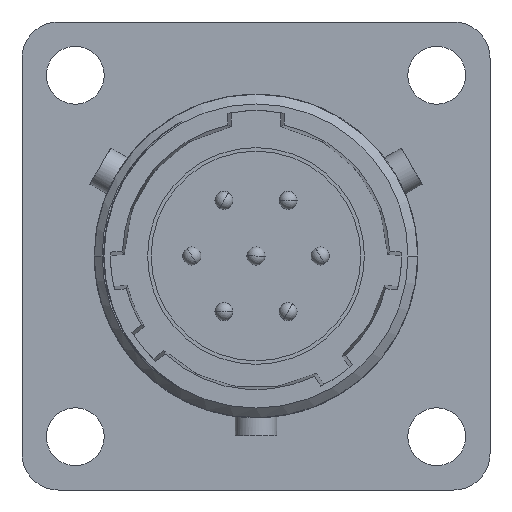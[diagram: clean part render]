
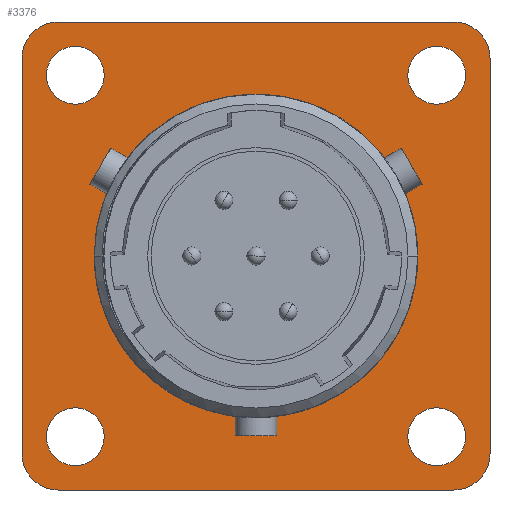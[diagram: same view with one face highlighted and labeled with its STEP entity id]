
A CAD part, front view. The second image highlights one B-rep face of the part: STEP entity #3376.
In plain terms, the highlighted planar face has unit normal (0, -1, 0).
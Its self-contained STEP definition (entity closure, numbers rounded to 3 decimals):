
#173=CARTESIAN_POINT('',(-10.95,-2.6,-10.95));
#174=DIRECTION('',(0.,1.,0.));
#175=DIRECTION('',(0.,0.,-1.));
#176=AXIS2_PLACEMENT_3D('',#173,#174,#175);
#178=DIRECTION('',(0.,0.,1.));
#179=VECTOR('',#178,21.9);
#180=CARTESIAN_POINT('',(-12.95,-2.6,-10.95));
#181=LINE('',#180,#179);
#182=CARTESIAN_POINT('',(-10.95,-2.6,10.95));
#183=DIRECTION('',(0.,1.,0.));
#184=DIRECTION('',(-1.,0.,0.));
#185=AXIS2_PLACEMENT_3D('',#182,#183,#184);
#187=DIRECTION('',(1.,0.,0.));
#188=VECTOR('',#187,21.9);
#189=CARTESIAN_POINT('',(-10.95,-2.6,12.95));
#190=LINE('',#189,#188);
#191=CARTESIAN_POINT('',(10.95,-2.6,10.95));
#192=DIRECTION('',(0.,1.,0.));
#193=DIRECTION('',(0.,0.,1.));
#194=AXIS2_PLACEMENT_3D('',#191,#192,#193);
#196=DIRECTION('',(0.,0.,-1.));
#197=VECTOR('',#196,21.9);
#198=CARTESIAN_POINT('',(12.95,-2.6,10.95));
#199=LINE('',#198,#197);
#200=CARTESIAN_POINT('',(10.95,-2.6,-10.95));
#201=DIRECTION('',(0.,1.,0.));
#202=DIRECTION('',(1.,0.,0.));
#203=AXIS2_PLACEMENT_3D('',#200,#201,#202);
#205=DIRECTION('',(-1.,0.,0.));
#206=VECTOR('',#205,21.9);
#207=CARTESIAN_POINT('',(10.95,-2.6,-12.95));
#208=LINE('',#207,#206);
#209=CARTESIAN_POINT('',(0.,-2.6,0.));
#210=DIRECTION('',(0.,-1.,0.));
#211=DIRECTION('',(0.,0.,1.));
#212=AXIS2_PLACEMENT_3D('',#209,#210,#211);
#214=CARTESIAN_POINT('',(0.,-2.6,0.));
#215=DIRECTION('',(0.,-1.,0.));
#216=DIRECTION('',(0.,0.,-1.));
#217=AXIS2_PLACEMENT_3D('',#214,#215,#216);
#219=CARTESIAN_POINT('',(10.,-2.6,10.));
#220=DIRECTION('',(0.,-1.,0.));
#221=DIRECTION('',(1.,0.,0.));
#222=AXIS2_PLACEMENT_3D('',#219,#220,#221);
#224=CARTESIAN_POINT('',(10.,-2.6,10.));
#225=DIRECTION('',(0.,-1.,0.));
#226=DIRECTION('',(-1.,0.,0.));
#227=AXIS2_PLACEMENT_3D('',#224,#225,#226);
#229=CARTESIAN_POINT('',(-10.,-2.6,10.));
#230=DIRECTION('',(0.,-1.,0.));
#231=DIRECTION('',(1.,0.,0.));
#232=AXIS2_PLACEMENT_3D('',#229,#230,#231);
#234=CARTESIAN_POINT('',(-10.,-2.6,10.));
#235=DIRECTION('',(0.,-1.,0.));
#236=DIRECTION('',(-1.,0.,0.));
#237=AXIS2_PLACEMENT_3D('',#234,#235,#236);
#239=CARTESIAN_POINT('',(10.,-2.6,-10.));
#240=DIRECTION('',(0.,-1.,0.));
#241=DIRECTION('',(1.,0.,0.));
#242=AXIS2_PLACEMENT_3D('',#239,#240,#241);
#244=CARTESIAN_POINT('',(10.,-2.6,-10.));
#245=DIRECTION('',(0.,-1.,0.));
#246=DIRECTION('',(-1.,0.,0.));
#247=AXIS2_PLACEMENT_3D('',#244,#245,#246);
#249=CARTESIAN_POINT('',(-10.,-2.6,-10.));
#250=DIRECTION('',(0.,-1.,0.));
#251=DIRECTION('',(1.,0.,0.));
#252=AXIS2_PLACEMENT_3D('',#249,#250,#251);
#254=CARTESIAN_POINT('',(-10.,-2.6,-10.));
#255=DIRECTION('',(0.,-1.,0.));
#256=DIRECTION('',(-1.,0.,0.));
#257=AXIS2_PLACEMENT_3D('',#254,#255,#256);
#2690=CARTESIAN_POINT('',(-12.95,-2.6,-10.95));
#2691=VERTEX_POINT('',#2690);
#2692=CARTESIAN_POINT('',(-10.95,-2.6,-12.95));
#2693=VERTEX_POINT('',#2692);
#2694=CARTESIAN_POINT('',(-12.95,-2.6,10.95));
#2695=VERTEX_POINT('',#2694);
#2696=CARTESIAN_POINT('',(-10.95,-2.6,12.95));
#2697=VERTEX_POINT('',#2696);
#2698=CARTESIAN_POINT('',(10.95,-2.6,12.95));
#2699=VERTEX_POINT('',#2698);
#2700=CARTESIAN_POINT('',(12.95,-2.6,10.95));
#2701=VERTEX_POINT('',#2700);
#2702=CARTESIAN_POINT('',(12.95,-2.6,-10.95));
#2703=VERTEX_POINT('',#2702);
#2704=CARTESIAN_POINT('',(10.95,-2.6,-12.95));
#2705=VERTEX_POINT('',#2704);
#2706=CARTESIAN_POINT('',(0.,-2.6,8.95));
#2707=CARTESIAN_POINT('',(0.,-2.6,-8.95));
#2708=VERTEX_POINT('',#2706);
#2709=VERTEX_POINT('',#2707);
#2710=CARTESIAN_POINT('',(11.6,-2.6,10.));
#2711=CARTESIAN_POINT('',(8.4,-2.6,10.));
#2712=VERTEX_POINT('',#2710);
#2713=VERTEX_POINT('',#2711);
#2714=CARTESIAN_POINT('',(-8.4,-2.6,10.));
#2715=CARTESIAN_POINT('',(-11.6,-2.6,10.));
#2716=VERTEX_POINT('',#2714);
#2717=VERTEX_POINT('',#2715);
#2718=CARTESIAN_POINT('',(11.6,-2.6,-10.));
#2719=CARTESIAN_POINT('',(8.4,-2.6,-10.));
#2720=VERTEX_POINT('',#2718);
#2721=VERTEX_POINT('',#2719);
#2722=CARTESIAN_POINT('',(-8.4,-2.6,-10.));
#2723=CARTESIAN_POINT('',(-11.6,-2.6,-10.));
#2724=VERTEX_POINT('',#2722);
#2725=VERTEX_POINT('',#2723);
#3331=CARTESIAN_POINT('',(0.,-2.6,0.));
#3332=DIRECTION('',(0.,-1.,0.));
#3333=DIRECTION('',(0.,0.,1.));
#3334=AXIS2_PLACEMENT_3D('',#3331,#3332,#3333);
#3335=PLANE('',#3334);
#3336=ORIENTED_EDGE('',*,*,#3227,.T.);
#3337=ORIENTED_EDGE('',*,*,#3243,.T.);
#3338=ORIENTED_EDGE('',*,*,#3256,.T.);
#3339=ORIENTED_EDGE('',*,*,#3271,.T.);
#3340=ORIENTED_EDGE('',*,*,#3284,.T.);
#3341=ORIENTED_EDGE('',*,*,#3297,.T.);
#3342=ORIENTED_EDGE('',*,*,#3312,.T.);
#3343=ORIENTED_EDGE('',*,*,#3324,.T.);
#3344=EDGE_LOOP('',(#3336,#3337,#3338,#3339,#3340,#3341,#3342,#3343));
#3345=FACE_OUTER_BOUND('',#3344,.F.);
#3347=ORIENTED_EDGE('',*,*,#3346,.T.);
#3349=ORIENTED_EDGE('',*,*,#3348,.T.);
#3350=EDGE_LOOP('',(#3347,#3349));
#3351=FACE_BOUND('',#3350,.F.);
#3353=ORIENTED_EDGE('',*,*,#3352,.T.);
#3355=ORIENTED_EDGE('',*,*,#3354,.T.);
#3356=EDGE_LOOP('',(#3353,#3355));
#3357=FACE_BOUND('',#3356,.F.);
#3359=ORIENTED_EDGE('',*,*,#3358,.T.);
#3361=ORIENTED_EDGE('',*,*,#3360,.T.);
#3362=EDGE_LOOP('',(#3359,#3361));
#3363=FACE_BOUND('',#3362,.F.);
#3365=ORIENTED_EDGE('',*,*,#3364,.T.);
#3367=ORIENTED_EDGE('',*,*,#3366,.T.);
#3368=EDGE_LOOP('',(#3365,#3367));
#3369=FACE_BOUND('',#3368,.F.);
#3371=ORIENTED_EDGE('',*,*,#3370,.T.);
#3373=ORIENTED_EDGE('',*,*,#3372,.T.);
#3374=EDGE_LOOP('',(#3371,#3373));
#3375=FACE_BOUND('',#3374,.F.);
#177=CIRCLE('',#176,2.);
#186=CIRCLE('',#185,2.);
#195=CIRCLE('',#194,2.);
#204=CIRCLE('',#203,2.);
#213=CIRCLE('',#212,8.95);
#218=CIRCLE('',#217,8.95);
#223=CIRCLE('',#222,1.6);
#228=CIRCLE('',#227,1.6);
#233=CIRCLE('',#232,1.6);
#238=CIRCLE('',#237,1.6);
#243=CIRCLE('',#242,1.6);
#248=CIRCLE('',#247,1.6);
#253=CIRCLE('',#252,1.6);
#258=CIRCLE('',#257,1.6);
#3227=EDGE_CURVE('',#2693,#2691,#177,.T.);
#3243=EDGE_CURVE('',#2691,#2695,#181,.T.);
#3256=EDGE_CURVE('',#2695,#2697,#186,.T.);
#3271=EDGE_CURVE('',#2697,#2699,#190,.T.);
#3284=EDGE_CURVE('',#2699,#2701,#195,.T.);
#3297=EDGE_CURVE('',#2701,#2703,#199,.T.);
#3312=EDGE_CURVE('',#2703,#2705,#204,.T.);
#3324=EDGE_CURVE('',#2705,#2693,#208,.T.);
#3346=EDGE_CURVE('',#2708,#2709,#213,.T.);
#3348=EDGE_CURVE('',#2709,#2708,#218,.T.);
#3352=EDGE_CURVE('',#2712,#2713,#223,.T.);
#3354=EDGE_CURVE('',#2713,#2712,#228,.T.);
#3358=EDGE_CURVE('',#2716,#2717,#233,.T.);
#3360=EDGE_CURVE('',#2717,#2716,#238,.T.);
#3364=EDGE_CURVE('',#2720,#2721,#243,.T.);
#3366=EDGE_CURVE('',#2721,#2720,#248,.T.);
#3370=EDGE_CURVE('',#2724,#2725,#253,.T.);
#3372=EDGE_CURVE('',#2725,#2724,#258,.T.);
#3376=ADVANCED_FACE('',(#3345,#3351,#3357,#3363,#3369,#3375),#3335,.T.);
